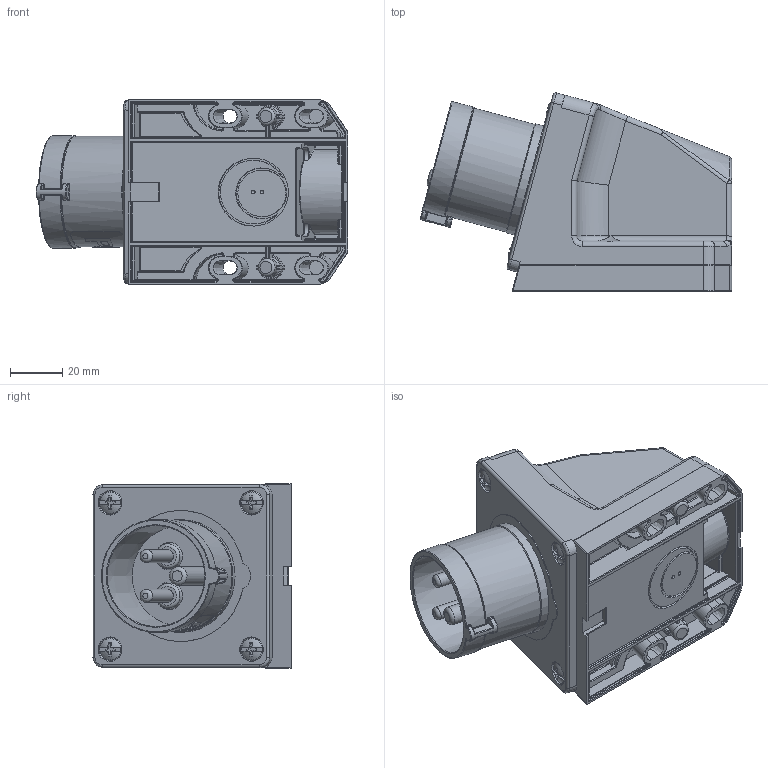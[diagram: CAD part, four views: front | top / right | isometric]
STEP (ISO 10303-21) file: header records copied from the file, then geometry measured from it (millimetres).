
FILE_DESCRIPTION (( 'STEP AP203' ), '1' );
FILE_NAME ('513-6.STEP', '2017-11-23T12:49:46', ( '' ), ( '' ), 'SwSTEP 2.0', 'SolidWorks 2016', '' );
FILE_SCHEMA (( 'CONFIG_CONTROL_DESIGN' ));
Length unit declared in the file: millimetre
Products named in the file (1): 513-6
Bounding box: 119.26 x 75.74 x 70.5 mm (x, y, z)
Volume: 280337.4 mm3; surface area: 52732.6 mm2
Topology: 1 solids, 5 shells, 1177 faces, 2979 edges, 1825 vertices
Faces by surface type: plane 478, cylinder 359, bspline 174, torus 93, sphere 44, cone 29
Full cylindrical faces by diameter (mm): 5 x2, 6.7 x2, 7 x1, 8.5 x2, 9.4 x4, 10.5 x2, 17.8 x1, 25 x1, 25.929 x1, 42.564 x1, 43.2 x1
Entity records: 47446 total; most frequent: CARTESIAN_POINT 22155, ORIENTED_EDGE 5698, DIRECTION 4715, EDGE_CURVE 2849, VERTEX_POINT 1786, AXIS2_PLACEMENT_3D 1690, LINE 1335, VECTOR 1335
